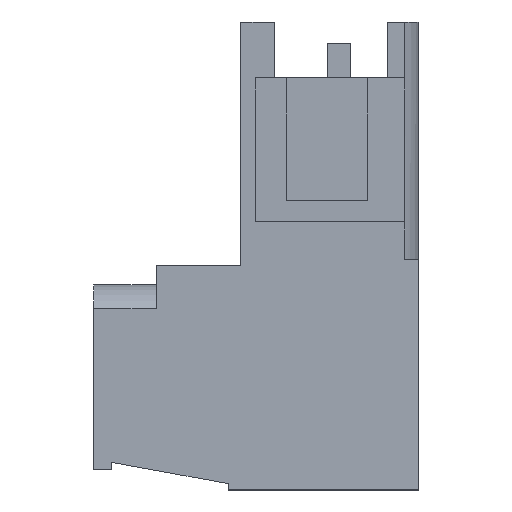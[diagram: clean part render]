
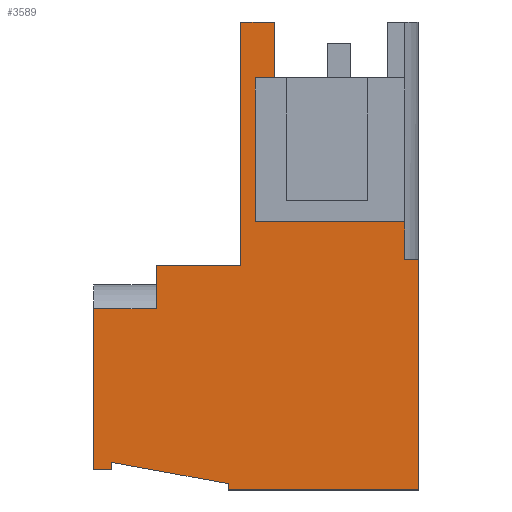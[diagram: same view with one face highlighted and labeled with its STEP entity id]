
A CAD part, left-side view. The second image highlights one B-rep face of the part: STEP entity #3589.
In plain terms, the highlighted planar face has unit normal (-1, 0, 0).
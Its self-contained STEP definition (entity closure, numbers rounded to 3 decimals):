
#1667=AXIS2_PLACEMENT_3D('Plane Axis2P3D',#1664,#1665,#1666) ;
#1649=CARTESIAN_POINT('Vertex',(0.98,6.785,19.415)) ;
#1664=CARTESIAN_POINT('Axis2P3D Location',(0.98,3.66,22.05)) ;
#1769=CARTESIAN_POINT('Vertex',(0.98,0.65,12.635)) ;
#1772=CARTESIAN_POINT('Line Origine',(0.98,0.65,11.743)) ;
#1776=CARTESIAN_POINT('Vertex',(0.98,0.65,10.85)) ;
#1834=CARTESIAN_POINT('Vertex',(0.98,6.785,22.05)) ;
#1837=CARTESIAN_POINT('Line Origine',(0.98,6.785,20.732)) ;
#2460=CARTESIAN_POINT('Line Origine',(0.98,7.23,19.415)) ;
#2464=CARTESIAN_POINT('Vertex',(0.98,7.675,19.415)) ;
#3368=CARTESIAN_POINT('Line Origine',(0.98,0.325,10.85)) ;
#3372=CARTESIAN_POINT('Vertex',(0.98,0.,10.85)) ;
#3467=CARTESIAN_POINT('Vertex',(0.98,7.675,12.635)) ;
#3470=CARTESIAN_POINT('Line Origine',(0.98,4.163,12.635)) ;
#3482=CARTESIAN_POINT('Line Origine',(0.98,7.675,16.025)) ;
#3487=CARTESIAN_POINT('Line Origine',(0.98,7.575,22.05)) ;
#3491=CARTESIAN_POINT('Vertex',(0.98,8.365,22.05)) ;
#3494=CARTESIAN_POINT('Line Origine',(0.98,8.365,16.318)) ;
#3498=CARTESIAN_POINT('Vertex',(0.98,8.365,10.586)) ;
#3501=CARTESIAN_POINT('Line Origine',(0.98,10.358,10.586)) ;
#3505=CARTESIAN_POINT('Vertex',(0.98,12.35,10.586)) ;
#3508=CARTESIAN_POINT('Line Origine',(0.98,12.35,9.568)) ;
#3512=CARTESIAN_POINT('Vertex',(0.98,12.35,8.55)) ;
#3515=CARTESIAN_POINT('Line Origine',(0.98,13.825,8.55)) ;
#3519=CARTESIAN_POINT('Vertex',(0.98,15.3,8.55)) ;
#3522=CARTESIAN_POINT('Line Origine',(0.98,15.3,4.75)) ;
#3526=CARTESIAN_POINT('Vertex',(0.98,15.3,0.95)) ;
#3529=CARTESIAN_POINT('Line Origine',(0.98,14.875,0.95)) ;
#3533=CARTESIAN_POINT('Vertex',(0.98,14.45,0.95)) ;
#3536=CARTESIAN_POINT('Line Origine',(0.98,14.45,1.127)) ;
#3540=CARTESIAN_POINT('Vertex',(0.98,14.45,1.303)) ;
#3543=CARTESIAN_POINT('Line Origine',(0.98,11.705,0.801)) ;
#3547=CARTESIAN_POINT('Vertex',(0.98,8.961,0.299)) ;
#3550=CARTESIAN_POINT('Line Origine',(0.98,8.961,0.149)) ;
#3554=CARTESIAN_POINT('Vertex',(0.98,8.961,0.)) ;
#3557=CARTESIAN_POINT('Line Origine',(0.98,4.48,0.)) ;
#3561=CARTESIAN_POINT('Vertex',(0.98,0.,0.)) ;
#3564=CARTESIAN_POINT('Line Origine',(0.98,0.,5.425)) ;
#1665=DIRECTION('Axis2P3D Direction',(1.,0.,0.)) ;
#1666=DIRECTION('Axis2P3D XDirection',(0.,1.,0.)) ;
#1773=DIRECTION('Vector Direction',(0.,0.,-1.)) ;
#1838=DIRECTION('Vector Direction',(0.,0.,1.)) ;
#2461=DIRECTION('Vector Direction',(0.,-1.,0.)) ;
#3369=DIRECTION('Vector Direction',(0.,-1.,0.)) ;
#3471=DIRECTION('Vector Direction',(0.,-1.,0.)) ;
#3483=DIRECTION('Vector Direction',(0.,0.,-1.)) ;
#3488=DIRECTION('Vector Direction',(0.,-1.,0.)) ;
#3495=DIRECTION('Vector Direction',(0.,0.,-1.)) ;
#3502=DIRECTION('Vector Direction',(0.,-1.,0.)) ;
#3509=DIRECTION('Vector Direction',(0.,0.,1.)) ;
#3516=DIRECTION('Vector Direction',(0.,-1.,0.)) ;
#3523=DIRECTION('Vector Direction',(0.,0.,1.)) ;
#3530=DIRECTION('Vector Direction',(0.,1.,0.)) ;
#3537=DIRECTION('Vector Direction',(0.,0.,-1.)) ;
#3544=DIRECTION('Vector Direction',(0.,-0.984,-0.18)) ;
#3551=DIRECTION('Vector Direction',(0.,0.,-1.)) ;
#3558=DIRECTION('Vector Direction',(0.,-1.,0.)) ;
#3565=DIRECTION('Vector Direction',(0.,0.,-1.)) ;
#1774=VECTOR('Line Direction',#1773,1.) ;
#1839=VECTOR('Line Direction',#1838,1.) ;
#2462=VECTOR('Line Direction',#2461,1.) ;
#3370=VECTOR('Line Direction',#3369,1.) ;
#3472=VECTOR('Line Direction',#3471,1.) ;
#3484=VECTOR('Line Direction',#3483,1.) ;
#3489=VECTOR('Line Direction',#3488,1.) ;
#3496=VECTOR('Line Direction',#3495,1.) ;
#3503=VECTOR('Line Direction',#3502,1.) ;
#3510=VECTOR('Line Direction',#3509,1.) ;
#3517=VECTOR('Line Direction',#3516,1.) ;
#3524=VECTOR('Line Direction',#3523,1.) ;
#3531=VECTOR('Line Direction',#3530,1.) ;
#3538=VECTOR('Line Direction',#3537,1.) ;
#3545=VECTOR('Line Direction',#3544,1.) ;
#3552=VECTOR('Line Direction',#3551,1.) ;
#3559=VECTOR('Line Direction',#3558,1.) ;
#3566=VECTOR('Line Direction',#3565,1.) ;
#3570=ORIENTED_EDGE('',*,*,#3474,.F.) ;
#3571=ORIENTED_EDGE('',*,*,#3486,.T.) ;
#3572=ORIENTED_EDGE('',*,*,#2466,.T.) ;
#3573=ORIENTED_EDGE('',*,*,#1841,.T.) ;
#3574=ORIENTED_EDGE('',*,*,#3493,.F.) ;
#3575=ORIENTED_EDGE('',*,*,#3500,.T.) ;
#3576=ORIENTED_EDGE('',*,*,#3507,.F.) ;
#3577=ORIENTED_EDGE('',*,*,#3514,.F.) ;
#3578=ORIENTED_EDGE('',*,*,#3521,.F.) ;
#3579=ORIENTED_EDGE('',*,*,#3528,.F.) ;
#3580=ORIENTED_EDGE('',*,*,#3535,.F.) ;
#3581=ORIENTED_EDGE('',*,*,#3542,.F.) ;
#3582=ORIENTED_EDGE('',*,*,#3549,.T.) ;
#3583=ORIENTED_EDGE('',*,*,#3556,.T.) ;
#3584=ORIENTED_EDGE('',*,*,#3563,.T.) ;
#3585=ORIENTED_EDGE('',*,*,#3568,.F.) ;
#3586=ORIENTED_EDGE('',*,*,#3374,.F.) ;
#3587=ORIENTED_EDGE('',*,*,#1778,.F.) ;
#3589=ADVANCED_FACE('HOUSING',(#3588),#1668,.F.) ;
#1778=EDGE_CURVE('',#1770,#1777,#1775,.T.) ;
#1841=EDGE_CURVE('',#1650,#1835,#1840,.T.) ;
#2466=EDGE_CURVE('',#2465,#1650,#2463,.T.) ;
#3374=EDGE_CURVE('',#1777,#3373,#3371,.T.) ;
#3474=EDGE_CURVE('',#3468,#1770,#3473,.T.) ;
#3486=EDGE_CURVE('',#3468,#2465,#3485,.F.) ;
#3493=EDGE_CURVE('',#3492,#1835,#3490,.T.) ;
#3500=EDGE_CURVE('',#3492,#3499,#3497,.T.) ;
#3507=EDGE_CURVE('',#3506,#3499,#3504,.T.) ;
#3514=EDGE_CURVE('',#3513,#3506,#3511,.T.) ;
#3521=EDGE_CURVE('',#3520,#3513,#3518,.T.) ;
#3528=EDGE_CURVE('',#3527,#3520,#3525,.T.) ;
#3535=EDGE_CURVE('',#3534,#3527,#3532,.T.) ;
#3542=EDGE_CURVE('',#3541,#3534,#3539,.T.) ;
#3549=EDGE_CURVE('',#3541,#3548,#3546,.T.) ;
#3556=EDGE_CURVE('',#3548,#3555,#3553,.T.) ;
#3563=EDGE_CURVE('',#3555,#3562,#3560,.T.) ;
#3568=EDGE_CURVE('',#3373,#3562,#3567,.T.) ;
#3569=EDGE_LOOP('',(#3570,#3571,#3572,#3573,#3574,#3575,#3576,#3577,#3578,#3579,#3580,#3581,#3582,#3583,#3584,#3585,#3586,#3587)) ;
#3588=FACE_OUTER_BOUND('',#3569,.T.) ;
#1775=LINE('Line',#1772,#1774) ;
#1840=LINE('Line',#1837,#1839) ;
#2463=LINE('Line',#2460,#2462) ;
#3371=LINE('Line',#3368,#3370) ;
#3473=LINE('Line',#3470,#3472) ;
#3485=LINE('Line',#3482,#3484) ;
#3490=LINE('Line',#3487,#3489) ;
#3497=LINE('Line',#3494,#3496) ;
#3504=LINE('Line',#3501,#3503) ;
#3511=LINE('Line',#3508,#3510) ;
#3518=LINE('Line',#3515,#3517) ;
#3525=LINE('Line',#3522,#3524) ;
#3532=LINE('Line',#3529,#3531) ;
#3539=LINE('Line',#3536,#3538) ;
#3546=LINE('Line',#3543,#3545) ;
#3553=LINE('Line',#3550,#3552) ;
#3560=LINE('Line',#3557,#3559) ;
#3567=LINE('Line',#3564,#3566) ;
#1668=PLANE('',#1667) ;
#1650=VERTEX_POINT('',#1649) ;
#1770=VERTEX_POINT('',#1769) ;
#1777=VERTEX_POINT('',#1776) ;
#1835=VERTEX_POINT('',#1834) ;
#2465=VERTEX_POINT('',#2464) ;
#3373=VERTEX_POINT('',#3372) ;
#3468=VERTEX_POINT('',#3467) ;
#3492=VERTEX_POINT('',#3491) ;
#3499=VERTEX_POINT('',#3498) ;
#3506=VERTEX_POINT('',#3505) ;
#3513=VERTEX_POINT('',#3512) ;
#3520=VERTEX_POINT('',#3519) ;
#3527=VERTEX_POINT('',#3526) ;
#3534=VERTEX_POINT('',#3533) ;
#3541=VERTEX_POINT('',#3540) ;
#3548=VERTEX_POINT('',#3547) ;
#3555=VERTEX_POINT('',#3554) ;
#3562=VERTEX_POINT('',#3561) ;
